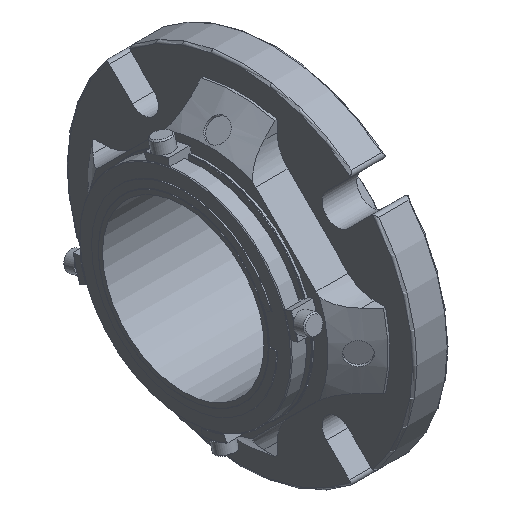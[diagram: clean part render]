
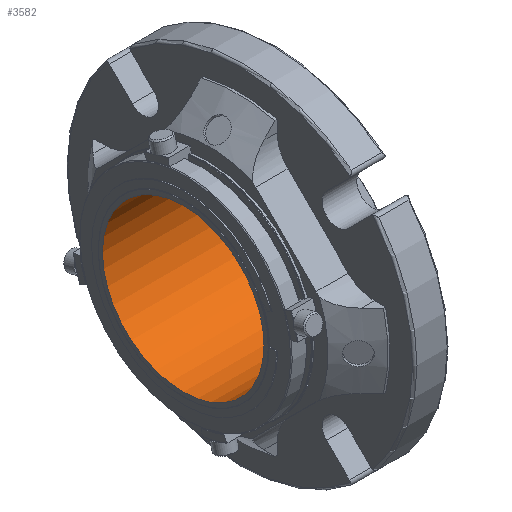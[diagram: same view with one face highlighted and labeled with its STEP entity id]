
A CAD part, isometric view. The second image highlights one B-rep face of the part: STEP entity #3582.
In plain terms, the highlighted cylindrical face has radius 55.562 mm (diameter 111.125 mm), a full revolution.
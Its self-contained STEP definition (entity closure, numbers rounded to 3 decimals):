
#708=ORIENTED_EDGE('',*,*,#1816,.T.);
#709=ORIENTED_EDGE('',*,*,#1817,.T.);
#1816=EDGE_CURVE('',#2370,#2370,#2749,.T.);
#1817=EDGE_CURVE('',#2371,#2371,#2750,.T.);
#2370=VERTEX_POINT('',#5309);
#2371=VERTEX_POINT('',#5311);
#2749=CIRCLE('',#3807,55.563);
#2750=CIRCLE('',#3808,55.563);
#2966=EDGE_LOOP('',(#708));
#2967=EDGE_LOOP('',(#709));
#3237=FACE_BOUND('',#2966,.T.);
#3238=FACE_BOUND('',#2967,.T.);
#3508=CYLINDRICAL_SURFACE('',#3806,55.563);
#3582=ADVANCED_FACE('',(#3237,#3238),#3508,.F.);
#3806=AXIS2_PLACEMENT_3D('',#5307,#4236,#4237);
#3807=AXIS2_PLACEMENT_3D('',#5308,#4238,#4239);
#3808=AXIS2_PLACEMENT_3D('',#5310,#4240,#4241);
#4236=DIRECTION('',(-1.,0.,0.));
#4237=DIRECTION('',(0.,-1.,0.));
#4238=DIRECTION('',(-1.,0.,0.));
#4239=DIRECTION('',(0.,0.,1.));
#4240=DIRECTION('',(1.,0.,0.));
#4241=DIRECTION('',(0.,0.,-1.));
#5307=CARTESIAN_POINT('',(177.965,0.,0.));
#5308=CARTESIAN_POINT('',(-72.466,0.,0.));
#5309=CARTESIAN_POINT('',(-72.466,0.,55.563));
#5310=CARTESIAN_POINT('',(10.998,0.,0.));
#5311=CARTESIAN_POINT('',(10.998,0.,-55.563));
